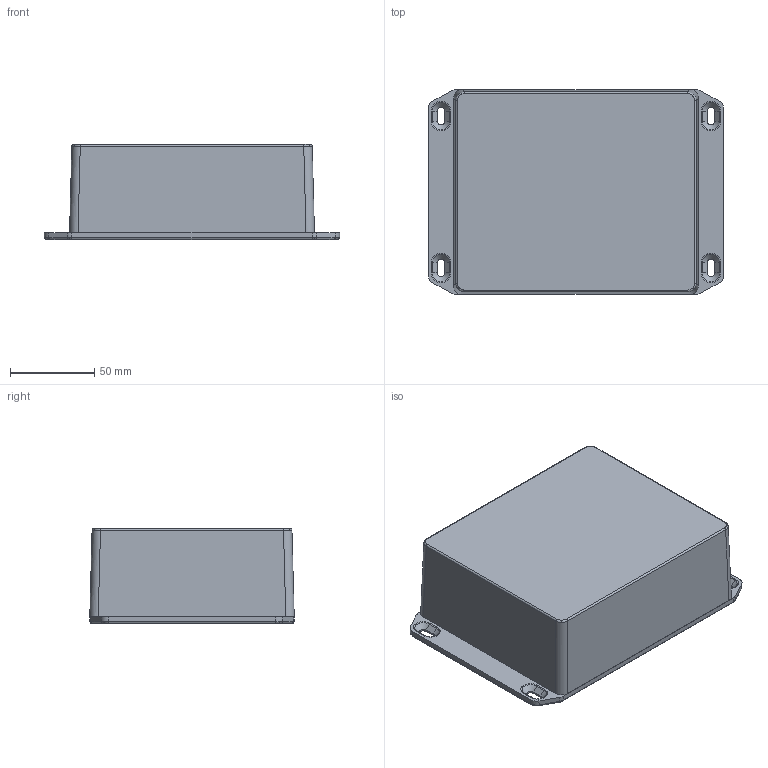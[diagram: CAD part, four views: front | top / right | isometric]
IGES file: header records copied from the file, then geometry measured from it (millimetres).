
Global section: file name: No Iges File Name specified; native system: Autodesk Inventor 2010; preprocessor: AutoDesk Inventor Iges Exporter R2010; author: tcook; date: 20091209.154159; units: millimetre
Bounding box: 175.2 x 121.2 x 56.4 mm (x, y, z)
Volume: 154388.9 mm3; surface area: 133418.6 mm2
Topology: 6 solids, 6 shells, 1190 faces, 3047 edges, 1914 vertices
Faces by surface type: plane 316, bspline 302, cone 236, cylinder 180, revolution 116, torus 40
